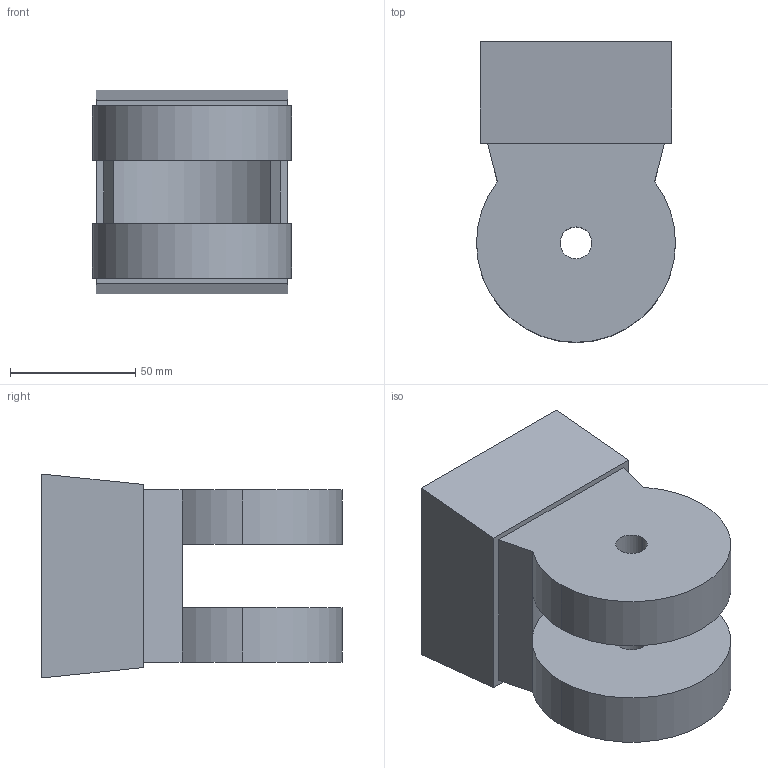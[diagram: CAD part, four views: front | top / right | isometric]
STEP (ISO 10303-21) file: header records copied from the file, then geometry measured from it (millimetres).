
FILE_DESCRIPTION (( 'STEP AP203' ), '1' );
FILE_NAME ('Pieza_5_1_Predeterminado_sldprt.STEP', '2021-12-14T20:28:31', ( 'China' ), ( 'Home' ), 'SwSTEP 2.0', 'SolidWorks 2020', '' );
FILE_SCHEMA (( 'CONFIG_CONTROL_DESIGN' ));
Length unit declared in the file: inch
Products named in the file (1): Pieza_5_1_Predeterminado_sldprt
Bounding box: 79.32 x 119.96 x 81.28 mm (x, y, z)
Volume: 470790.4 mm3; surface area: 52747.7 mm2
Topology: 1 solids, 1 shells, 24 faces, 58 edges, 38 vertices
Faces by surface type: plane 13, cylinder 11
Entity records: 797 total; most frequent: DIRECTION 132, CARTESIAN_POINT 121, ORIENTED_EDGE 116, EDGE_CURVE 58, AXIS2_PLACEMENT_3D 49, VERTEX_POINT 38, LINE 34, VECTOR 34
